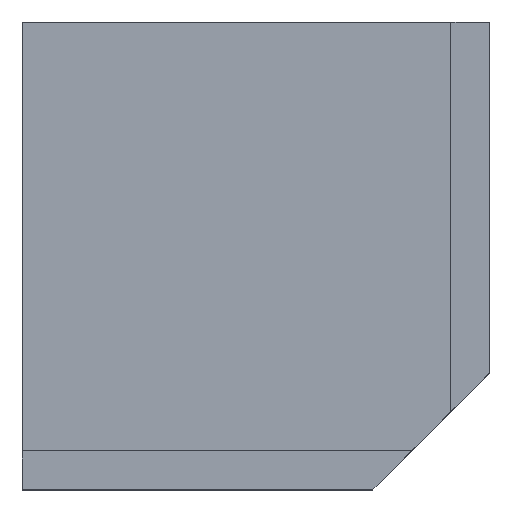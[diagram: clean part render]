
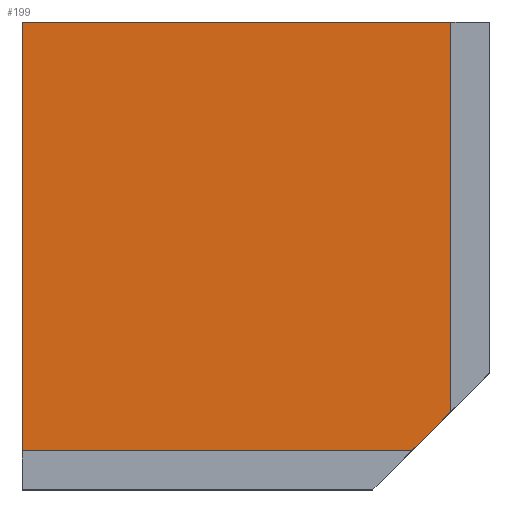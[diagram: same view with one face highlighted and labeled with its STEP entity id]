
A CAD part, top view. The second image highlights one B-rep face of the part: STEP entity #199.
In plain terms, the highlighted planar face has unit normal (0, 0, 1).
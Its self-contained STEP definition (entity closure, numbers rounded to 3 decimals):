
#3=CARTESIAN_POINT('POINT2',(-30.,-25.,10.));
#4=VERTEX_POINT('VERTEX2',#3);
#11=CARTESIAN_POINT('POINT3',(-30.,30.,10.));
#12=VERTEX_POINT('VERTEX3',#11);
#13=CARTESIAN_POINT('POS2',(-30.,0.,10.));
#14=DIRECTION('DIR2',(0.,-1.,0.));
#15=VECTOR('VEC2',#14,1.);
#16=LINE('STRAIGHT2',#13,#15);
#17=EDGE_CURVE('EDGE2',#12,#4,#16,.T.);
#144=CARTESIAN_POINT('POINT12',(20.,-25.,10.
   ));
#145=VERTEX_POINT('VERTEX12',#144);
#152=CARTESIAN_POINT('POS20',(-2.5,-25.,10.)
   );
#153=DIRECTION('DIR24',(1.,0.,0.));
#154=VECTOR('VEC16',#153,1.);
#155=LINE('STRAIGHT16',#152,#154);
#156=EDGE_CURVE('EDGE16',#4,#145,#155,.T.);
#168=CARTESIAN_POINT('POINT13',(25.,-20.,10.
   ));
#169=VERTEX_POINT('VERTEX13',#168);
#170=CARTESIAN_POINT('POINT14',(25.,30.,10.));
#171=VERTEX_POINT('VERTEX14',#170);
#172=CARTESIAN_POINT('POS22',(25.,2.5,10.));
#173=DIRECTION('DIR27',(0.,1.,0.));
#174=VECTOR('VEC17',#173,1.);
#175=LINE('STRAIGHT17',#172,#174);
#176=EDGE_CURVE('EDGE17',#169,#171,#175,.T.);
#177=ORIENTED_EDGE('COEDGE24',*,*,#176,.T.);
#178=CARTESIAN_POINT('POS23',(0.,30.,10.));
#179=DIRECTION('DIR28',(-1.,0.,0.));
#180=VECTOR('VEC18',#179,1.);
#181=LINE('STRAIGHT18',#178,#180);
#182=EDGE_CURVE('EDGE18',#171,#12,#181,.T.);
#183=ORIENTED_EDGE('COEDGE25',*,*,#182,.T.);
#184=ORIENTED_EDGE('COEDGE26',*,*,#17,.T.);
#185=ORIENTED_EDGE('COEDGE27',*,*,#156,.T.);
#186=CARTESIAN_POINT('POS24',(26.25,
   -18.75,10.));
#187=DIRECTION('DIR29',(0.707,0.707,
   0.));
#188=VECTOR('VEC19',#187,1.);
#189=LINE('STRAIGHT19',#186,#188);
#190=EDGE_CURVE('EDGE19',#145,#169,#189,.T.);
#191=ORIENTED_EDGE('COEDGE28',*,*,#190,.T.);
#192=EDGE_LOOP('NONE',(#177,#183,#184,#185,#191));
#193=FACE_BOUND('LOOP1',#192,.T.);
#194=CARTESIAN_POINT('POS25',(0.,0.,10.));
#195=DIRECTION('DIR30',(0.,0.,1.));
#196=DIRECTION('DIR31',(1.,0.,0.));
#197=AXIS2_PLACEMENT_3D('AXIS6',#194,#195,#196);
#198=PLANE('PLANE6',#197);
#199=ADVANCED_FACE('FACE6',(#193),#198,.T.);
